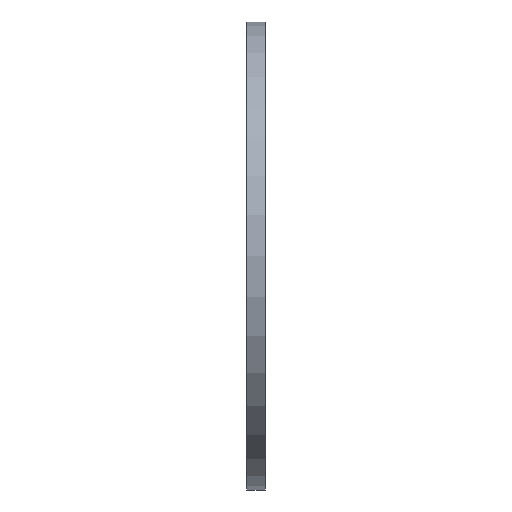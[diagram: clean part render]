
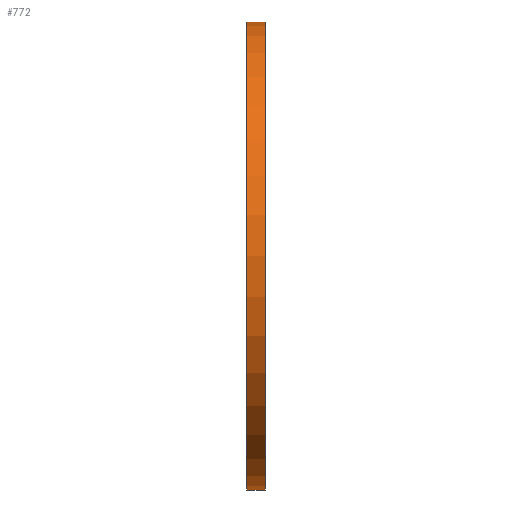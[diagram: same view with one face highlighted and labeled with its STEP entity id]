
A CAD part, left-side view. The second image highlights one B-rep face of the part: STEP entity #772.
In plain terms, the highlighted cylindrical face has radius 252.5 mm (diameter 505 mm), a partial arc.
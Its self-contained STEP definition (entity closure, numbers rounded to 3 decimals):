
#19 = CARTESIAN_POINT ( 'NONE',  ( 0., 38.545, -252.5 ) ) ;
#24 = DIRECTION ( 'NONE',  ( 0., 1., 0. ) ) ;
#42 = VERTEX_POINT ( 'NONE', #857 ) ;
#56 = AXIS2_PLACEMENT_3D ( 'NONE', #1111, #902, #827 ) ;
#96 = DIRECTION ( 'NONE',  ( 0., 1., 0. ) ) ;
#108 = CYLINDRICAL_SURFACE ( 'NONE', #523, 252.5 ) ;
#109 = DIRECTION ( 'NONE',  ( 0., 1., 0. ) ) ;
#124 = VECTOR ( 'NONE', #24, 1000. ) ;
#160 = CARTESIAN_POINT ( 'NONE',  ( 0., 20., -252.5 ) ) ;
#176 = CARTESIAN_POINT ( 'NONE',  ( 0., 38.545, 0. ) ) ;
#234 = CARTESIAN_POINT ( 'NONE',  ( 0., 0., -252.5 ) ) ;
#429 = CARTESIAN_POINT ( 'NONE',  ( 0., 38.545, 252.5 ) ) ;
#435 = CIRCLE ( 'NONE', #545, 252.5 ) ;
#448 = VERTEX_POINT ( 'NONE', #1270 ) ;
#459 = CIRCLE ( 'NONE', #56, 252.5 ) ;
#494 = EDGE_CURVE ( 'NONE', #1155, #1266, #958, .T. ) ;
#523 = AXIS2_PLACEMENT_3D ( 'NONE', #176, #96, #531 ) ;
#531 = DIRECTION ( 'NONE',  ( 0., 0., 1. ) ) ;
#536 = EDGE_CURVE ( 'NONE', #1266, #448, #435, .T. ) ;
#545 = AXIS2_PLACEMENT_3D ( 'NONE', #1048, #657, #766 ) ;
#613 = EDGE_LOOP ( 'NONE', ( #921, #1161, #899, #1183 ) ) ;
#657 = DIRECTION ( 'NONE',  ( 0., 1., 0. ) ) ;
#753 = EDGE_CURVE ( 'NONE', #1155, #42, #459, .T. ) ;
#766 = DIRECTION ( 'NONE',  ( 0., 0., 1. ) ) ;
#772 = ADVANCED_FACE ( 'NONE', ( #1242 ), #108, .T. ) ;
#827 = DIRECTION ( 'NONE',  ( 0., 0., 1. ) ) ;
#857 = CARTESIAN_POINT ( 'NONE',  ( 0., 0., 252.5 ) ) ;
#899 = ORIENTED_EDGE ( 'NONE', *, *, #1225, .T. ) ;
#902 = DIRECTION ( 'NONE',  ( 0., 1., 0. ) ) ;
#921 = ORIENTED_EDGE ( 'NONE', *, *, #494, .F. ) ;
#958 = LINE ( 'NONE', #19, #124 ) ;
#1044 = VECTOR ( 'NONE', #109, 1000. ) ;
#1047 = LINE ( 'NONE', #429, #1044 ) ;
#1048 = CARTESIAN_POINT ( 'NONE',  ( 0., 20., 0. ) ) ;
#1111 = CARTESIAN_POINT ( 'NONE',  ( 0., 0., 0. ) ) ;
#1155 = VERTEX_POINT ( 'NONE', #234 ) ;
#1161 = ORIENTED_EDGE ( 'NONE', *, *, #753, .T. ) ;
#1183 = ORIENTED_EDGE ( 'NONE', *, *, #536, .F. ) ;
#1225 = EDGE_CURVE ( 'NONE', #42, #448, #1047, .T. ) ;
#1242 = FACE_OUTER_BOUND ( 'NONE', #613, .T. ) ;
#1266 = VERTEX_POINT ( 'NONE', #160 ) ;
#1270 = CARTESIAN_POINT ( 'NONE',  ( 0., 20., 252.5 ) ) ;
